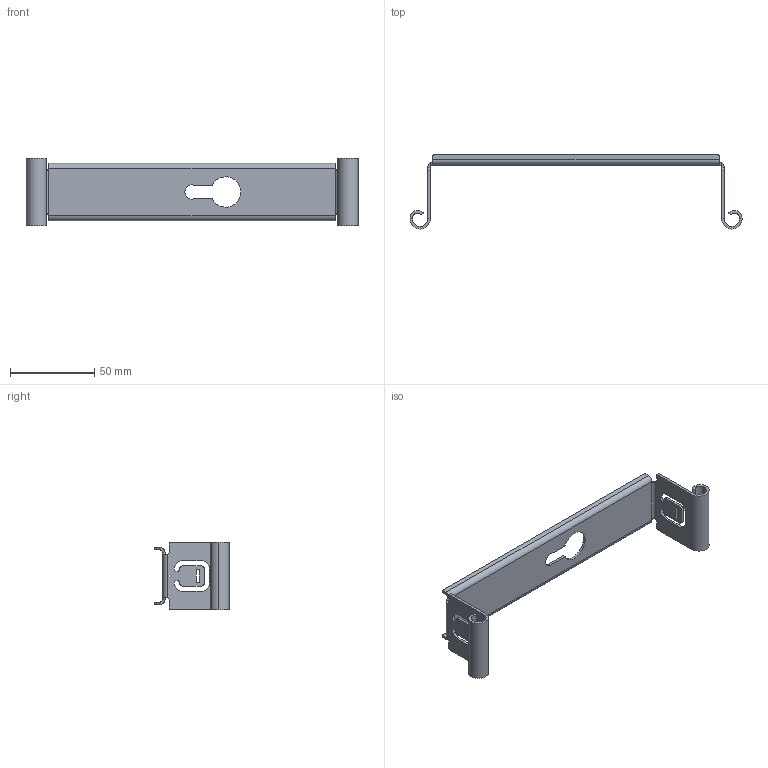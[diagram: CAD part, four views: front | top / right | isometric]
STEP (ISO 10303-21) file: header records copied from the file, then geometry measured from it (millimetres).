
FILE_DESCRIPTION (( 'STEP AP214' ), '1' );
FILE_NAME ('6358543.stp', '2024-04-09T06:41:29', ( '' ), ( '' ), 'SwSTEP 2.0', 'SolidWorks 2022', '' );
FILE_SCHEMA (( 'AUTOMOTIVE_DESIGN' ));
Length unit declared in the file: millimetre
Products named in the file (1): 6358543
Bounding box: 197 x 44 x 40 mm (x, y, z)
Volume: 16399.3 mm3; surface area: 23455.5 mm2
Topology: 1 solids, 1 shells, 150 faces, 388 edges, 240 vertices
Faces by surface type: plane 80, cylinder 62, bspline 8
Entity records: 5806 total; most frequent: CARTESIAN_POINT 1123, ORIENTED_EDGE 776, DIRECTION 766, EDGE_CURVE 388, AXIS2_PLACEMENT_3D 267, VERTEX_POINT 240, LINE 232, VECTOR 232
